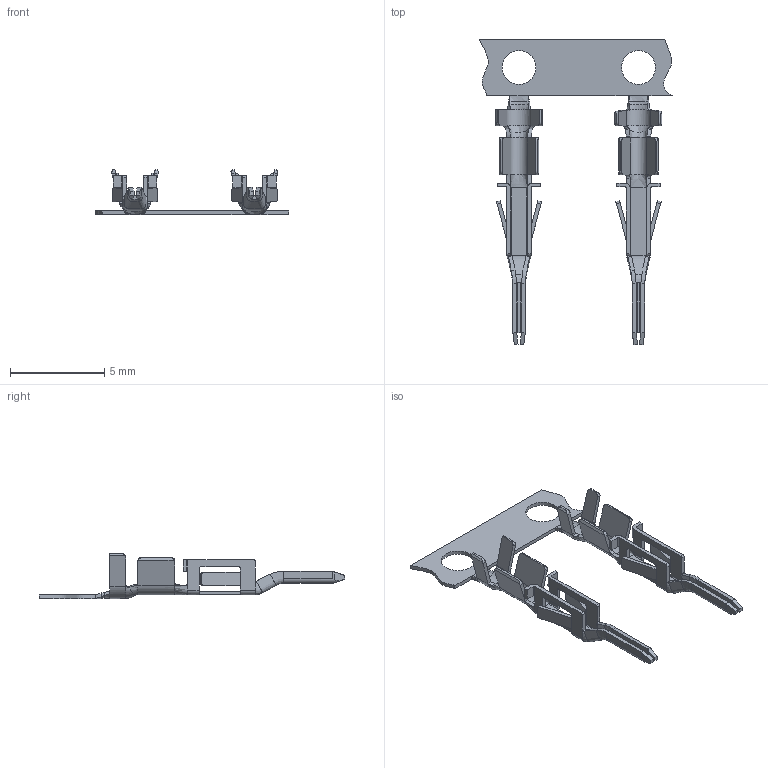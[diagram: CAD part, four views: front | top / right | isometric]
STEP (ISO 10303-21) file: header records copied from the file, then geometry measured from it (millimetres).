
FILE_DESCRIPTION( ( 'Unknown' ), '1' );
FILE_NAME( '66200213722.stp', 'Unknown', ( 'Quentin LAIDEBEUR' ), ( 'WE' ), 'PSStep 15.0.49', 'Sample-box', ' ' );
FILE_SCHEMA( ( 'AUTOMOTIVE_DESIGN { 1 0 10303 214 1 1 1 1 }' ) );
Length unit declared in the file: millimetre
Products named in the file (1): 1
Bounding box: 10.29 x 16.25 x 2.4 mm (x, y, z)
Volume: 19.4 mm3; surface area: 232.1 mm2
Topology: 1 solids, 1 shells, 370 faces, 1029 edges, 653 vertices
Faces by surface type: plane 178, cylinder 96, bspline 94, extrusion 2
Full cylindrical faces by diameter (mm): 1.8 x2
Entity records: 18440 total; most frequent: CARTESIAN_POINT 6882, ORIENTED_EDGE 2054, DIRECTION 1389, EDGE_CURVE 1027, VERTEX_POINT 653, VECTOR 499, LINE 497, AXIS2_PLACEMENT_3D 445
